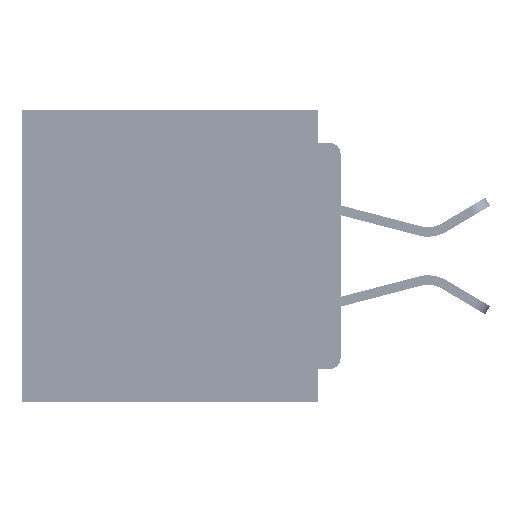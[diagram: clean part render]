
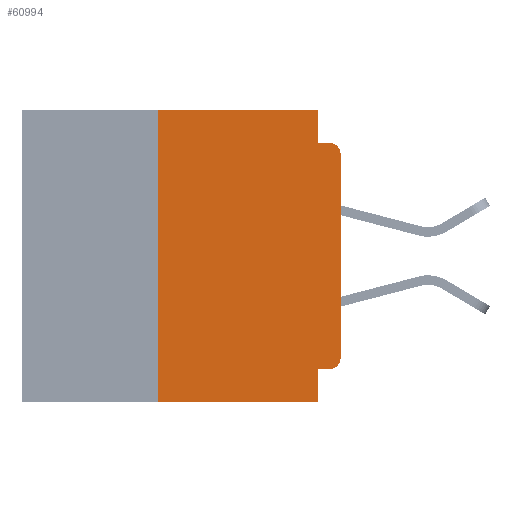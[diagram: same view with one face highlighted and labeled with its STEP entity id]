
A CAD part, left-side view. The second image highlights one B-rep face of the part: STEP entity #60994.
In plain terms, the highlighted planar face has unit normal (-1, 0, 0).
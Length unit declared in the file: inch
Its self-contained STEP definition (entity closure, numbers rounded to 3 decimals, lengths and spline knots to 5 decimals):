
#1023 = CARTESIAN_POINT ( 'NONE',  ( 0., 0.437, 0. ) ) ;
#1319 = DIRECTION ( 'NONE',  ( 0., 0., 1. ) ) ;
#2316 = PLANE ( 'NONE',  #6214 ) ;
#2545 = EDGE_CURVE ( 'NONE', #41741, #20664, #6139, .T. ) ;
#4711 = ORIENTED_EDGE ( 'NONE', *, *, #41794, .F. ) ;
#5189 = CARTESIAN_POINT ( 'NONE',  ( 0., 0.015, -0.355 ) ) ;
#6139 = CIRCLE ( 'NONE', #20581, 0.015 ) ;
#6214 = AXIS2_PLACEMENT_3D ( 'NONE', #7091, #40111, #11847 ) ;
#6451 = VERTEX_POINT ( 'NONE', #18045 ) ;
#7091 = CARTESIAN_POINT ( 'NONE',  ( 0., 0.437, 0. ) ) ;
#7409 = VECTOR ( 'NONE', #50635, 39.37008 ) ;
#7920 = VECTOR ( 'NONE', #53911, 39.37008 ) ;
#9603 = CARTESIAN_POINT ( 'NONE',  ( 0., 0.25, -0.4 ) ) ;
#10469 = DIRECTION ( 'NONE',  ( -1., 0., 0. ) ) ;
#11382 = ORIENTED_EDGE ( 'NONE', *, *, #50381, .F. ) ;
#11847 = DIRECTION ( 'NONE',  ( 0., 0., -1. ) ) ;
#11975 = LINE ( 'NONE', #54966, #59038 ) ;
#12388 = CARTESIAN_POINT ( 'NONE',  ( 0., 0.015, -0.34 ) ) ;
#12528 = DIRECTION ( 'NONE',  ( 0., -1., 0. ) ) ;
#12620 = EDGE_CURVE ( 'NONE', #38200, #54409, #12657, .T. ) ;
#12657 = CIRCLE ( 'NONE', #41378, 0.015 ) ;
#13259 = DIRECTION ( 'NONE',  ( 0., 0., -1. ) ) ;
#13662 = EDGE_CURVE ( 'NONE', #38581, #32740, #27308, .T. ) ;
#14904 = VECTOR ( 'NONE', #56679, 39.37008 ) ;
#17310 = DIRECTION ( 'NONE',  ( -1., 0., 0. ) ) ;
#17698 = CARTESIAN_POINT ( 'NONE',  ( 0., 0., -0.355 ) ) ;
#18045 = CARTESIAN_POINT ( 'NONE',  ( 0., 0.25, 0. ) ) ;
#18751 = ORIENTED_EDGE ( 'NONE', *, *, #38194, .F. ) ;
#20581 = AXIS2_PLACEMENT_3D ( 'NONE', #12388, #17310, #13259 ) ;
#20652 = EDGE_LOOP ( 'NONE', ( #47405, #27608, #11382, #28393, #4711, #18751, #46741, #23229, #41649, #53419 ) ) ;
#20664 = VERTEX_POINT ( 'NONE', #35391 ) ;
#22557 = CARTESIAN_POINT ( 'NONE',  ( 0., 0.031, -0.4 ) ) ;
#23229 = ORIENTED_EDGE ( 'NONE', *, *, #37543, .F. ) ;
#23487 = LINE ( 'NONE', #30305, #7920 ) ;
#23852 = CARTESIAN_POINT ( 'NONE',  ( 0., 0., -0.06 ) ) ;
#23924 = DIRECTION ( 'NONE',  ( 0., 0., -1. ) ) ;
#24913 = CARTESIAN_POINT ( 'NONE',  ( 0., 0., 0. ) ) ;
#25231 = CARTESIAN_POINT ( 'NONE',  ( 0., 0.031, -0.355 ) ) ;
#26837 = VECTOR ( 'NONE', #23924, 39.37008 ) ;
#26871 = DIRECTION ( 'NONE',  ( 0., -1., 0. ) ) ;
#27308 = LINE ( 'NONE', #36055, #38366 ) ;
#27493 = LINE ( 'NONE', #9603, #14904 ) ;
#27608 = ORIENTED_EDGE ( 'NONE', *, *, #12620, .T. ) ;
#28393 = ORIENTED_EDGE ( 'NONE', *, *, #54168, .F. ) ;
#30305 = CARTESIAN_POINT ( 'NONE',  ( 0., 0.031, 0. ) ) ;
#31904 = EDGE_CURVE ( 'NONE', #20664, #38200, #33597, .T. ) ;
#32740 = VERTEX_POINT ( 'NONE', #22557 ) ;
#33597 = LINE ( 'NONE', #24913, #44629 ) ;
#33999 = LINE ( 'NONE', #17698, #7409 ) ;
#34074 = DIRECTION ( 'NONE',  ( 0., -1., 0. ) ) ;
#35391 = CARTESIAN_POINT ( 'NONE',  ( 0., 0., -0.34 ) ) ;
#36055 = CARTESIAN_POINT ( 'NONE',  ( 0., 0.437, -0.4 ) ) ;
#36703 = CARTESIAN_POINT ( 'NONE',  ( 0., 0.031, -0.045 ) ) ;
#37543 = EDGE_CURVE ( 'NONE', #45381, #32740, #51835, .T. ) ;
#37927 = CARTESIAN_POINT ( 'NONE',  ( 0., 0.031, -0.4 ) ) ;
#38194 = EDGE_CURVE ( 'NONE', #38581, #6451, #27493, .T. ) ;
#38200 = VERTEX_POINT ( 'NONE', #23852 ) ;
#38366 = VECTOR ( 'NONE', #12528, 39.37008 ) ;
#38581 = VERTEX_POINT ( 'NONE', #54786 ) ;
#38709 = CARTESIAN_POINT ( 'NONE',  ( 0., 0.015, -0.06 ) ) ;
#38920 = FACE_OUTER_BOUND ( 'NONE', #20652, .T. ) ;
#40111 = DIRECTION ( 'NONE',  ( 1., 0., 0. ) ) ;
#40334 = EDGE_CURVE ( 'NONE', #41741, #45381, #33999, .T. ) ;
#41378 = AXIS2_PLACEMENT_3D ( 'NONE', #38709, #10469, #43432 ) ;
#41649 = ORIENTED_EDGE ( 'NONE', *, *, #40334, .F. ) ;
#41741 = VERTEX_POINT ( 'NONE', #5189 ) ;
#41794 = EDGE_CURVE ( 'NONE', #6451, #60893, #56524, .T. ) ;
#43176 = CARTESIAN_POINT ( 'NONE',  ( 0., 0.031, 0. ) ) ;
#43432 = DIRECTION ( 'NONE',  ( 0., 0., -1. ) ) ;
#44082 = VECTOR ( 'NONE', #34074, 39.37008 ) ;
#44629 = VECTOR ( 'NONE', #1319, 39.37008 ) ;
#45381 = VERTEX_POINT ( 'NONE', #25231 ) ;
#46741 = ORIENTED_EDGE ( 'NONE', *, *, #13662, .T. ) ;
#47405 = ORIENTED_EDGE ( 'NONE', *, *, #31904, .T. ) ;
#47472 = VERTEX_POINT ( 'NONE', #36703 ) ;
#50381 = EDGE_CURVE ( 'NONE', #47472, #54409, #11975, .T. ) ;
#50635 = DIRECTION ( 'NONE',  ( 0., 1., 0. ) ) ;
#51835 = LINE ( 'NONE', #37927, #26837 ) ;
#53419 = ORIENTED_EDGE ( 'NONE', *, *, #2545, .T. ) ;
#53911 = DIRECTION ( 'NONE',  ( 0., 0., -1. ) ) ;
#54168 = EDGE_CURVE ( 'NONE', #60893, #47472, #23487, .T. ) ;
#54409 = VERTEX_POINT ( 'NONE', #55908 ) ;
#54786 = CARTESIAN_POINT ( 'NONE',  ( 0., 0.25, -0.4 ) ) ;
#54966 = CARTESIAN_POINT ( 'NONE',  ( 0., 0., -0.045 ) ) ;
#55908 = CARTESIAN_POINT ( 'NONE',  ( 0., 0.015, -0.045 ) ) ;
#56524 = LINE ( 'NONE', #1023, #44082 ) ;
#56679 = DIRECTION ( 'NONE',  ( 0., 0., 1. ) ) ;
#59038 = VECTOR ( 'NONE', #26871, 39.37008 ) ;
#60893 = VERTEX_POINT ( 'NONE', #43176 ) ;
#60994 = ADVANCED_FACE ( 'NONE', ( #38920 ), #2316, .F. ) ;
